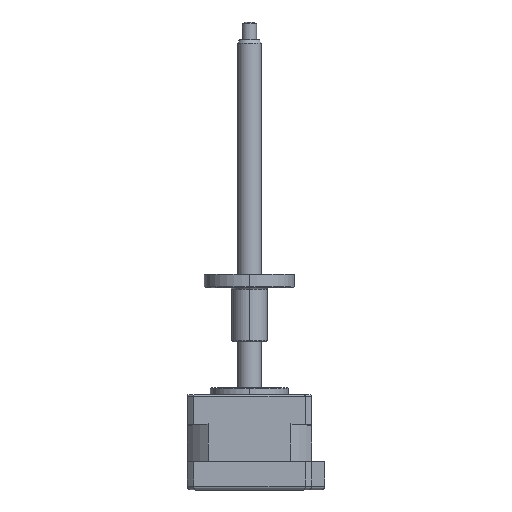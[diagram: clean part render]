
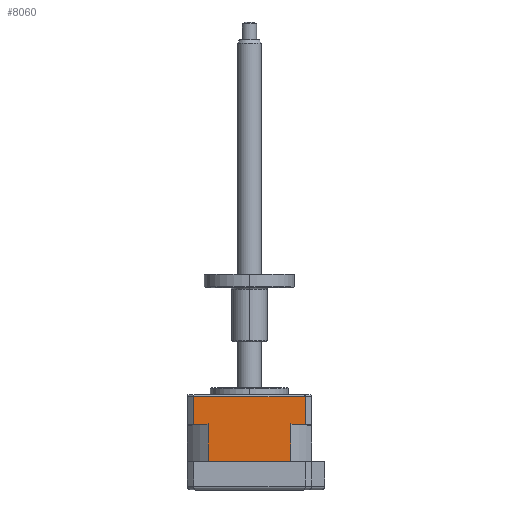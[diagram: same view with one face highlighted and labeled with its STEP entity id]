
A CAD part, top view. The second image highlights one B-rep face of the part: STEP entity #8060.
In plain terms, the highlighted planar face has unit normal (0, 0, 1).
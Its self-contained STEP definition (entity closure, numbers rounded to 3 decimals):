
#91 = DIRECTION ( 'NONE',  ( 0., 0., -1. ) ) ;
#144 = LINE ( 'NONE', #3991, #539 ) ;
#227 = CARTESIAN_POINT ( 'NONE',  ( -39.617, 12.029, 36.5 ) ) ;
#244 = DIRECTION ( 'NONE',  ( 0., 1., 0. ) ) ;
#539 = VECTOR ( 'NONE', #2452, 1000. ) ;
#668 = CARTESIAN_POINT ( 'NONE',  ( -35.541, 22.279, 36.5 ) ) ;
#911 = VERTEX_POINT ( 'NONE', #7675 ) ;
#1326 = CARTESIAN_POINT ( 'NONE',  ( -63.246, 22.279, 36.5 ) ) ;
#1540 = VECTOR ( 'NONE', #7839, 1000. ) ;
#1662 = VECTOR ( 'NONE', #9322, 1000. ) ;
#1713 = CARTESIAN_POINT ( 'NONE',  ( -35.541, 22.279, 36.5 ) ) ;
#1779 = CARTESIAN_POINT ( 'NONE',  ( -39.341, 22.413, 36.5 ) ) ;
#1787 = CARTESIAN_POINT ( 'NONE',  ( -35.541, 30.179, 36.5 ) ) ;
#1788 = DIRECTION ( 'NONE',  ( -1., 0., 0. ) ) ;
#1794 = ORIENTED_EDGE ( 'NONE', *, *, #3546, .F. ) ;
#1806 = ORIENTED_EDGE ( 'NONE', *, *, #6618, .F. ) ;
#1876 = LINE ( 'NONE', #4126, #1540 ) ;
#2128 = VERTEX_POINT ( 'NONE', #3449 ) ;
#2144 = LINE ( 'NONE', #8582, #1662 ) ;
#2422 = CARTESIAN_POINT ( 'NONE',  ( -66.909, 22.279, 36.5 ) ) ;
#2452 = DIRECTION ( 'NONE',  ( 0., 1., 0. ) ) ;
#2453 = VERTEX_POINT ( 'NONE', #2422 ) ;
#2535 = VECTOR ( 'NONE', #9346, 1000. ) ;
#2576 = ORIENTED_EDGE ( 'NONE', *, *, #4346, .T. ) ;
#2871 = ORIENTED_EDGE ( 'NONE', *, *, #4784, .T. ) ;
#3203 = CARTESIAN_POINT ( 'NONE',  ( -39.617, 12.029, 36.5 ) ) ;
#3342 = B_SPLINE_CURVE_WITH_KNOTS ( 'NONE', 3,
 ( #1326, #5167, #3648, #8874 ),
 .UNSPECIFIED., .F., .F.,
 ( 4, 4 ),
 ( 0.024, 0.025 ),
 .UNSPECIFIED. ) ;
#3366 = LINE ( 'NONE', #227, #2535 ) ;
#3414 = FACE_OUTER_BOUND ( 'NONE', #5388, .T. ) ;
#3449 = CARTESIAN_POINT ( 'NONE',  ( -39.204, 22.279, 36.5 ) ) ;
#3546 = EDGE_CURVE ( 'NONE', #911, #3681, #144, .T. ) ;
#3618 = EDGE_CURVE ( 'NONE', #6358, #2128, #7061, .T. ) ;
#3648 = CARTESIAN_POINT ( 'NONE',  ( -62.972, 22.546, 36.5 ) ) ;
#3681 = VERTEX_POINT ( 'NONE', #8585 ) ;
#3991 = CARTESIAN_POINT ( 'NONE',  ( -62.833, 12.029, 36.5 ) ) ;
#4052 = VERTEX_POINT ( 'NONE', #668 ) ;
#4091 = VECTOR ( 'NONE', #1788, 1000. ) ;
#4126 = CARTESIAN_POINT ( 'NONE',  ( -66.909, 22.279, 36.5 ) ) ;
#4220 = LINE ( 'NONE', #5534, #4091 ) ;
#4346 = EDGE_CURVE ( 'NONE', #5948, #6358, #3366, .T. ) ;
#4559 = VERTEX_POINT ( 'NONE', #1787 ) ;
#4601 = EDGE_CURVE ( 'NONE', #4052, #2128, #8758, .T. ) ;
#4740 = PLANE ( 'NONE',  #8659 ) ;
#4784 = EDGE_CURVE ( 'NONE', #5883, #3681, #3342, .T. ) ;
#4817 = CARTESIAN_POINT ( 'NONE',  ( -39.479, 22.546, 36.5 ) ) ;
#5087 = EDGE_CURVE ( 'NONE', #4052, #4559, #8732, .T. ) ;
#5167 = CARTESIAN_POINT ( 'NONE',  ( -63.109, 22.413, 36.5 ) ) ;
#5388 = EDGE_LOOP ( 'NONE', ( #2576, #7807, #5752, #7163, #6293, #1806, #7023, #2871, #1794, #8107 ) ) ;
#5488 = DIRECTION ( 'NONE',  ( 0., -1., 0. ) ) ;
#5534 = CARTESIAN_POINT ( 'NONE',  ( -66.909, 30.179, 36.5 ) ) ;
#5629 = CARTESIAN_POINT ( 'NONE',  ( -35.541, 22.279, 36.5 ) ) ;
#5686 = LINE ( 'NONE', #1713, #6249 ) ;
#5723 = CARTESIAN_POINT ( 'NONE',  ( -66.909, 30.179, 36.5 ) ) ;
#5734 = VECTOR ( 'NONE', #9391, 1000. ) ;
#5752 = ORIENTED_EDGE ( 'NONE', *, *, #4601, .F. ) ;
#5883 = VERTEX_POINT ( 'NONE', #5981 ) ;
#5948 = VERTEX_POINT ( 'NONE', #6828 ) ;
#5981 = CARTESIAN_POINT ( 'NONE',  ( -63.246, 22.279, 36.5 ) ) ;
#6249 = VECTOR ( 'NONE', #7019, 1000. ) ;
#6293 = ORIENTED_EDGE ( 'NONE', *, *, #8678, .T. ) ;
#6358 = VERTEX_POINT ( 'NONE', #9710 ) ;
#6603 = EDGE_CURVE ( 'NONE', #5948, #911, #2144, .T. ) ;
#6618 = EDGE_CURVE ( 'NONE', #2453, #7663, #1876, .T. ) ;
#6828 = CARTESIAN_POINT ( 'NONE',  ( -39.617, 12.029, 36.5 ) ) ;
#7019 = DIRECTION ( 'NONE',  ( -1., 0., 0. ) ) ;
#7023 = ORIENTED_EDGE ( 'NONE', *, *, #7031, .F. ) ;
#7031 = EDGE_CURVE ( 'NONE', #5883, #2453, #5686, .T. ) ;
#7061 = B_SPLINE_CURVE_WITH_KNOTS ( 'NONE', 3,
 ( #8528, #4817, #1779, #7064 ),
 .UNSPECIFIED., .F., .F.,
 ( 4, 4 ),
 ( 0.051, 0.052 ),
 .UNSPECIFIED. ) ;
#7064 = CARTESIAN_POINT ( 'NONE',  ( -39.204, 22.279, 36.5 ) ) ;
#7163 = ORIENTED_EDGE ( 'NONE', *, *, #5087, .T. ) ;
#7167 = CARTESIAN_POINT ( 'NONE',  ( -35.541, 22.279, 36.5 ) ) ;
#7663 = VERTEX_POINT ( 'NONE', #5723 ) ;
#7675 = CARTESIAN_POINT ( 'NONE',  ( -62.833, 12.029, 36.5 ) ) ;
#7807 = ORIENTED_EDGE ( 'NONE', *, *, #3618, .T. ) ;
#7839 = DIRECTION ( 'NONE',  ( 0., 1., 0. ) ) ;
#8060 = ADVANCED_FACE ( 'NONE', ( #3414 ), #4740, .F. ) ;
#8107 = ORIENTED_EDGE ( 'NONE', *, *, #6603, .F. ) ;
#8481 = VECTOR ( 'NONE', #244, 1000. ) ;
#8528 = CARTESIAN_POINT ( 'NONE',  ( -39.617, 22.679, 36.5 ) ) ;
#8582 = CARTESIAN_POINT ( 'NONE',  ( -39.617, 12.029, 36.5 ) ) ;
#8585 = CARTESIAN_POINT ( 'NONE',  ( -62.833, 22.679, 36.5 ) ) ;
#8659 = AXIS2_PLACEMENT_3D ( 'NONE', #3203, #91, #5488 ) ;
#8678 = EDGE_CURVE ( 'NONE', #4559, #7663, #4220, .T. ) ;
#8732 = LINE ( 'NONE', #5629, #8481 ) ;
#8758 = LINE ( 'NONE', #7167, #5734 ) ;
#8874 = CARTESIAN_POINT ( 'NONE',  ( -62.833, 22.679, 36.5 ) ) ;
#9322 = DIRECTION ( 'NONE',  ( -1., 0., 0. ) ) ;
#9346 = DIRECTION ( 'NONE',  ( 0., 1., 0. ) ) ;
#9391 = DIRECTION ( 'NONE',  ( -1., 0., 0. ) ) ;
#9710 = CARTESIAN_POINT ( 'NONE',  ( -39.617, 22.679, 36.5 ) ) ;
